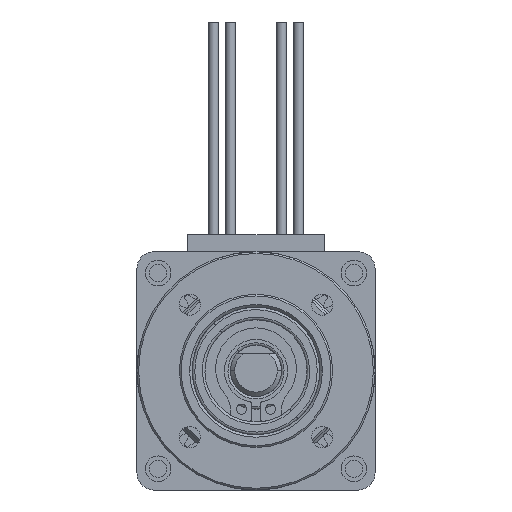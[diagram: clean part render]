
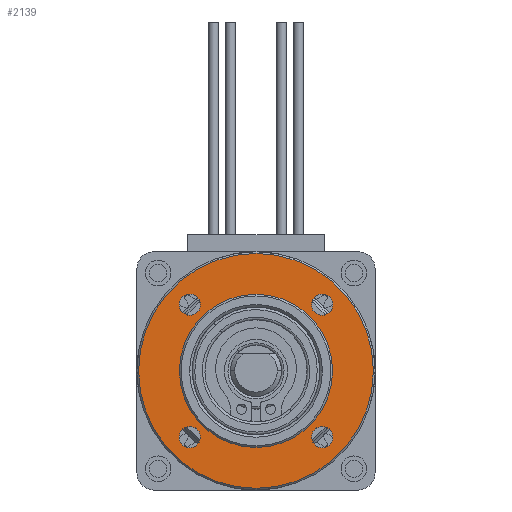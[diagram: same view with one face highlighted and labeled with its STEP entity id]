
A CAD part, front view. The second image highlights one B-rep face of the part: STEP entity #2139.
In plain terms, the highlighted face is planar.
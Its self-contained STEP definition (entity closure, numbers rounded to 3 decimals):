
#7 = CIRCLE ( 'NONE', #20903, 9. ) ;
#275 = CIRCLE ( 'NONE', #17888, 1.25 ) ;
#834 = CARTESIAN_POINT ( 'NONE',  ( 0., 0., 1.5 ) ) ;
#998 = CARTESIAN_POINT ( 'NONE',  ( -7.778, 7.778, 1.5 ) ) ;
#1204 = DIRECTION ( 'NONE',  ( 0., 0., 1. ) ) ;
#1481 = DIRECTION ( 'NONE',  ( 0., 0., 1. ) ) ;
#1776 = ORIENTED_EDGE ( 'NONE', *, *, #3170, .T. ) ;
#2139 = ADVANCED_FACE ( 'NONE', ( #17814, #12813, #18308, #23311, #4730, #20220 ), #28313, .T. ) ;
#2147 = DIRECTION ( 'NONE',  ( 1., 0., 0. ) ) ;
#2553 = CIRCLE ( 'NONE', #26808, 13.8 ) ;
#2733 = CARTESIAN_POINT ( 'NONE',  ( 7.778, 7.778, 1.5 ) ) ;
#2742 = CARTESIAN_POINT ( 'NONE',  ( -13.8, 0., 1.5 ) ) ;
#3036 = CARTESIAN_POINT ( 'NONE',  ( -7.778, -7.778, 1.5 ) ) ;
#3170 = EDGE_CURVE ( 'NONE', #29796, #26477, #29672, .T. ) ;
#3863 = CIRCLE ( 'NONE', #27014, 1.25 ) ;
#4134 = CARTESIAN_POINT ( 'NONE',  ( -7.778, -7.778, 1.5 ) ) ;
#4619 = DIRECTION ( 'NONE',  ( 0., 0., 1. ) ) ;
#4730 = FACE_OUTER_BOUND ( 'NONE', #21480, .T. ) ;
#4745 = CIRCLE ( 'NONE', #32244, 1.25 ) ;
#4986 = DIRECTION ( 'NONE',  ( 0., 0., 1. ) ) ;
#5055 = CIRCLE ( 'NONE', #12740, 1.25 ) ;
#5235 = CARTESIAN_POINT ( 'NONE',  ( 0., 0., 1.5 ) ) ;
#5877 = ORIENTED_EDGE ( 'NONE', *, *, #8760, .F. ) ;
#5891 = EDGE_CURVE ( 'NONE', #8850, #33883, #3863, .T. ) ;
#6243 = EDGE_CURVE ( 'NONE', #17597, #6632, #7, .T. ) ;
#6323 = CARTESIAN_POINT ( 'NONE',  ( 0., 0., 1.5 ) ) ;
#6632 = VERTEX_POINT ( 'NONE', #31210 ) ;
#7630 = CIRCLE ( 'NONE', #31823, 9. ) ;
#7633 = VERTEX_POINT ( 'NONE', #9772 ) ;
#8707 = DIRECTION ( 'NONE',  ( 1., 0., 0. ) ) ;
#8760 = EDGE_CURVE ( 'NONE', #18725, #13098, #33868, .T. ) ;
#8850 = VERTEX_POINT ( 'NONE', #11947 ) ;
#8942 = DIRECTION ( 'NONE',  ( 0., 0., 1. ) ) ;
#8960 = CIRCLE ( 'NONE', #14997, 1.25 ) ;
#9435 = DIRECTION ( 'NONE',  ( 1., 0., 0. ) ) ;
#9772 = CARTESIAN_POINT ( 'NONE',  ( -6.528, -7.778, 1.5 ) ) ;
#10308 = VERTEX_POINT ( 'NONE', #33475 ) ;
#10505 = ORIENTED_EDGE ( 'NONE', *, *, #23336, .F. ) ;
#10961 = DIRECTION ( 'NONE',  ( 1., 0., 0. ) ) ;
#10981 = CARTESIAN_POINT ( 'NONE',  ( -9.028, 7.778, 1.5 ) ) ;
#11947 = CARTESIAN_POINT ( 'NONE',  ( 9.028, -7.778, 1.5 ) ) ;
#12242 = ORIENTED_EDGE ( 'NONE', *, *, #5891, .F. ) ;
#12740 = AXIS2_PLACEMENT_3D ( 'NONE', #3036, #13539, #10961 ) ;
#12813 = FACE_BOUND ( 'NONE', #18241, .T. ) ;
#12817 = CARTESIAN_POINT ( 'NONE',  ( -9.028, -7.778, 1.5 ) ) ;
#13098 = VERTEX_POINT ( 'NONE', #16846 ) ;
#13539 = DIRECTION ( 'NONE',  ( 0., 0., 1. ) ) ;
#13562 = DIRECTION ( 'NONE',  ( 0., 0., 1. ) ) ;
#14466 = CARTESIAN_POINT ( 'NONE',  ( 0., 0., 1.5 ) ) ;
#14579 = CARTESIAN_POINT ( 'NONE',  ( 13.8, 0., 1.5 ) ) ;
#14633 = DIRECTION ( 'NONE',  ( 1., 0., 0. ) ) ;
#14861 = ORIENTED_EDGE ( 'NONE', *, *, #15991, .F. ) ;
#14997 = AXIS2_PLACEMENT_3D ( 'NONE', #998, #29941, #9435 ) ;
#15424 = EDGE_CURVE ( 'NONE', #24612, #10308, #275, .T. ) ;
#15474 = CARTESIAN_POINT ( 'NONE',  ( 7.778, -7.778, 1.5 ) ) ;
#15640 = DIRECTION ( 'NONE',  ( 1., 0., 0. ) ) ;
#15796 = EDGE_CURVE ( 'NONE', #33883, #8850, #16634, .T. ) ;
#15987 = ORIENTED_EDGE ( 'NONE', *, *, #23265, .T. ) ;
#15991 = EDGE_CURVE ( 'NONE', #13098, #18725, #8960, .T. ) ;
#16634 = CIRCLE ( 'NONE', #31486, 1.25 ) ;
#16846 = CARTESIAN_POINT ( 'NONE',  ( -6.528, 7.778, 1.5 ) ) ;
#16995 = ORIENTED_EDGE ( 'NONE', *, *, #15796, .F. ) ;
#17384 = DIRECTION ( 'NONE',  ( 0., 0., 1. ) ) ;
#17597 = VERTEX_POINT ( 'NONE', #28133 ) ;
#17814 = FACE_BOUND ( 'NONE', #28595, .T. ) ;
#17888 = AXIS2_PLACEMENT_3D ( 'NONE', #2733, #4986, #23573 ) ;
#18221 = CARTESIAN_POINT ( 'NONE',  ( 7.778, 7.778, 1.5 ) ) ;
#18241 = EDGE_LOOP ( 'NONE', ( #24346, #10505 ) ) ;
#18308 = FACE_BOUND ( 'NONE', #30678, .T. ) ;
#18558 = DIRECTION ( 'NONE',  ( 1., 0., 0. ) ) ;
#18725 = VERTEX_POINT ( 'NONE', #10981 ) ;
#19091 = DIRECTION ( 'NONE',  ( 1., 0., 0. ) ) ;
#19516 = EDGE_LOOP ( 'NONE', ( #33909, #25859 ) ) ;
#19730 = DIRECTION ( 'NONE',  ( 1., 0., 0. ) ) ;
#20154 = EDGE_CURVE ( 'NONE', #10308, #24612, #33203, .T. ) ;
#20220 = FACE_BOUND ( 'NONE', #19516, .T. ) ;
#20662 = AXIS2_PLACEMENT_3D ( 'NONE', #21755, #32276, #8707 ) ;
#20903 = AXIS2_PLACEMENT_3D ( 'NONE', #6323, #1481, #19730 ) ;
#21480 = EDGE_LOOP ( 'NONE', ( #1776, #15987 ) ) ;
#21755 = CARTESIAN_POINT ( 'NONE',  ( -7.778, 7.778, 1.5 ) ) ;
#22863 = AXIS2_PLACEMENT_3D ( 'NONE', #5235, #33829, #2147 ) ;
#23235 = CARTESIAN_POINT ( 'NONE',  ( 9.028, 7.778, 1.5 ) ) ;
#23265 = EDGE_CURVE ( 'NONE', #26477, #29796, #2553, .T. ) ;
#23311 = FACE_BOUND ( 'NONE', #29173, .T. ) ;
#23336 = EDGE_CURVE ( 'NONE', #32310, #7633, #4745, .T. ) ;
#23572 = CARTESIAN_POINT ( 'NONE',  ( 7.778, -7.778, 1.5 ) ) ;
#23573 = DIRECTION ( 'NONE',  ( 1., 0., 0. ) ) ;
#24002 = CARTESIAN_POINT ( 'NONE',  ( 6.528, -7.778, 1.5 ) ) ;
#24071 = DIRECTION ( 'NONE',  ( 1., 0., 0. ) ) ;
#24277 = ORIENTED_EDGE ( 'NONE', *, *, #20154, .F. ) ;
#24346 = ORIENTED_EDGE ( 'NONE', *, *, #30351, .F. ) ;
#24519 = CARTESIAN_POINT ( 'NONE',  ( 0., 0., 1.5 ) ) ;
#24612 = VERTEX_POINT ( 'NONE', #23235 ) ;
#25248 = AXIS2_PLACEMENT_3D ( 'NONE', #834, #8942, #19091 ) ;
#25859 = ORIENTED_EDGE ( 'NONE', *, *, #6243, .F. ) ;
#26477 = VERTEX_POINT ( 'NONE', #14579 ) ;
#26485 = DIRECTION ( 'NONE',  ( 0., 0., 1. ) ) ;
#26589 = AXIS2_PLACEMENT_3D ( 'NONE', #18221, #13562, #24071 ) ;
#26808 = AXIS2_PLACEMENT_3D ( 'NONE', #14466, #1204, #32883 ) ;
#27014 = AXIS2_PLACEMENT_3D ( 'NONE', #15474, #4619, #15640 ) ;
#27099 = DIRECTION ( 'NONE',  ( 0., 0., 1. ) ) ;
#28133 = CARTESIAN_POINT ( 'NONE',  ( 9., 0., 1.5 ) ) ;
#28313 = PLANE ( 'NONE',  #22863 ) ;
#28595 = EDGE_LOOP ( 'NONE', ( #14861, #5877 ) ) ;
#29173 = EDGE_LOOP ( 'NONE', ( #30204, #24277 ) ) ;
#29518 = DIRECTION ( 'NONE',  ( 1., 0., 0. ) ) ;
#29672 = CIRCLE ( 'NONE', #25248, 13.8 ) ;
#29796 = VERTEX_POINT ( 'NONE', #2742 ) ;
#29941 = DIRECTION ( 'NONE',  ( 0., 0., 1. ) ) ;
#30204 = ORIENTED_EDGE ( 'NONE', *, *, #15424, .F. ) ;
#30351 = EDGE_CURVE ( 'NONE', #7633, #32310, #5055, .T. ) ;
#30678 = EDGE_LOOP ( 'NONE', ( #12242, #16995 ) ) ;
#31210 = CARTESIAN_POINT ( 'NONE',  ( -9., 0., 1.5 ) ) ;
#31486 = AXIS2_PLACEMENT_3D ( 'NONE', #23572, #26485, #18558 ) ;
#31823 = AXIS2_PLACEMENT_3D ( 'NONE', #24519, #27099, #29518 ) ;
#32244 = AXIS2_PLACEMENT_3D ( 'NONE', #4134, #17384, #14633 ) ;
#32276 = DIRECTION ( 'NONE',  ( 0., 0., 1. ) ) ;
#32310 = VERTEX_POINT ( 'NONE', #12817 ) ;
#32883 = DIRECTION ( 'NONE',  ( 1., 0., 0. ) ) ;
#33203 = CIRCLE ( 'NONE', #26589, 1.25 ) ;
#33475 = CARTESIAN_POINT ( 'NONE',  ( 6.528, 7.778, 1.5 ) ) ;
#33829 = DIRECTION ( 'NONE',  ( 0., 0., 1. ) ) ;
#33868 = CIRCLE ( 'NONE', #20662, 1.25 ) ;
#33883 = VERTEX_POINT ( 'NONE', #24002 ) ;
#33896 = EDGE_CURVE ( 'NONE', #6632, #17597, #7630, .T. ) ;
#33909 = ORIENTED_EDGE ( 'NONE', *, *, #33896, .F. ) ;
